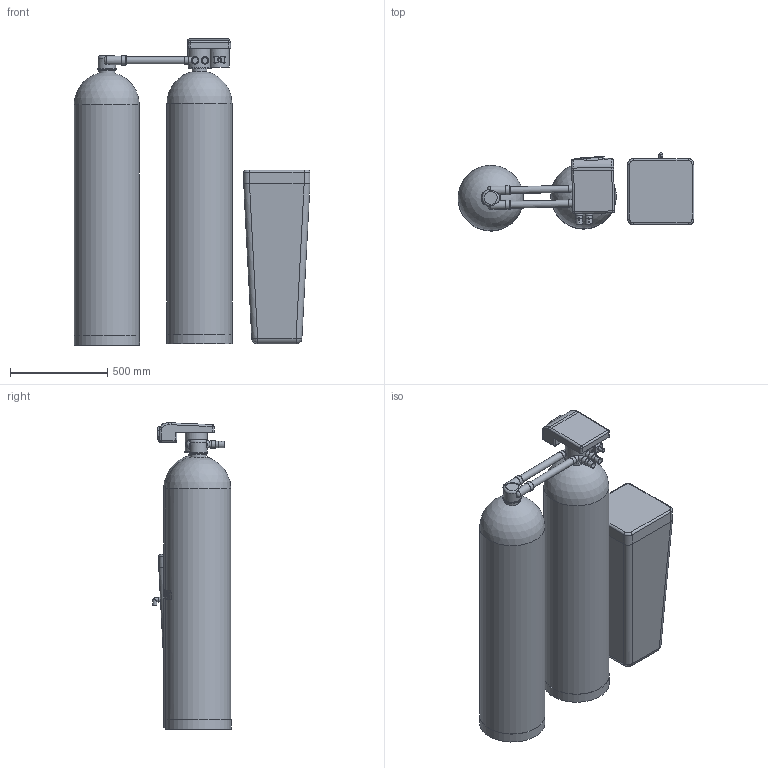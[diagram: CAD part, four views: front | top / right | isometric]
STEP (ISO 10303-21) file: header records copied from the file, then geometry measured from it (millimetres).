
FILE_DESCRIPTION(('STEP AP203'), '1');
FILE_NAME('栖闉罻 73', '2017-08-09T11:39:22', ('UNSPECIFIED'), ('UNSPECIFIED'), 'ASCON STEP Converter 1.3', 'ASCON Math Kernel', '');
FILE_SCHEMA(('CONFIG_CONTROL_DESIGN'));
Length unit declared in the file: millimetre
Assembly tree (6 placements, depth 4):
  (unnamed)
    (unnamed)
      (unnamed)
      (unnamed)
        (unnamed)
        (unnamed)
    (unnamed)
Bounding box: 1210.26 x 400.45 x 1571.56 mm (x, y, z)
Volume: 323044558.3 mm3; surface area: 4729537.5 mm2
Topology: 4 solids, 4 shells, 895 faces, 2433 edges, 1586 vertices
Faces by surface type: cylinder 631, plane 221, bspline 21, torus 9, cone 8, sphere 5
Full cylindrical faces by diameter (mm): 16 x1, 20 x3, 25 x1, 30 x2, 34 x6, 36 x2, 38 x4, 44 x2, 48 x2, 72 x1, 76 x1, 80.448 x1, 85 x1, 90 x1, 118 x1, 334 x2, 336 x2
Entity records: 52034 total; most frequent: CARTESIAN_POINT 23502, ORIENTED_EDGE 4752, DIRECTION 3832, EDGE_CURVE 2376, VERTEX_POINT 1585, AXIS2_PLACEMENT_3D 1434, EDGE_LOOP 991, LINE 964
